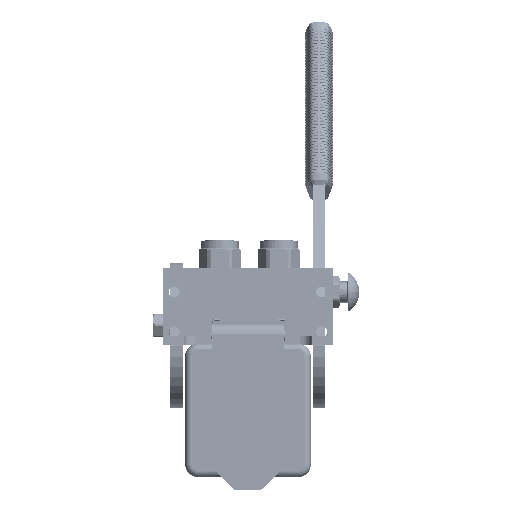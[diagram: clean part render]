
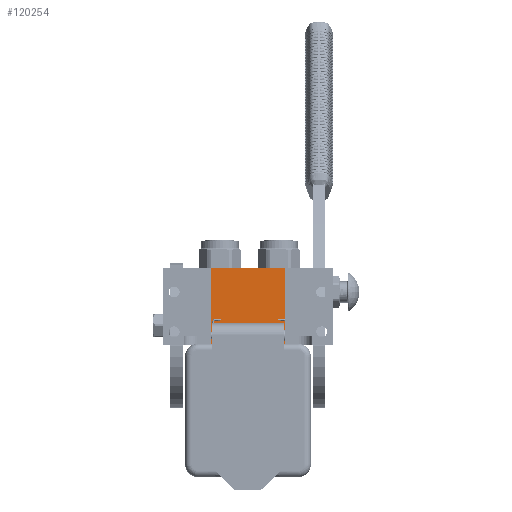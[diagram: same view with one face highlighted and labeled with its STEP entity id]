
A CAD part, left-side view. The second image highlights one B-rep face of the part: STEP entity #120254.
In plain terms, the highlighted face is planar.
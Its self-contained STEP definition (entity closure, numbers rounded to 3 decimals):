
#11857 = VERTEX_POINT ( 'NONE', #110454 ) ;
#17477 = CARTESIAN_POINT ( 'NONE',  ( 29., 0., -107.5 ) ) ;
#32625 = DIRECTION ( 'NONE',  ( -1., 0., 0. ) ) ;
#43753 = CARTESIAN_POINT ( 'NONE',  ( -29., 0., -107.5 ) ) ;
#44698 = LINE ( 'NONE', #17477, #162796 ) ;
#46176 = CARTESIAN_POINT ( 'NONE',  ( 29., 60.2, -107.5 ) ) ;
#46555 = ORIENTED_EDGE ( 'NONE', *, *, #88569, .T. ) ;
#47653 = EDGE_LOOP ( 'NONE', ( #46555, #129139, #84482, #80919 ) ) ;
#54122 = EDGE_CURVE ( 'NONE', #124330, #71145, #44698, .T. ) ;
#59324 = DIRECTION ( 'NONE',  ( 0., 1., 0. ) ) ;
#64386 = VERTEX_POINT ( 'NONE', #126394 ) ;
#71145 = VERTEX_POINT ( 'NONE', #112997 ) ;
#76488 = PLANE ( 'NONE',  #125029 ) ;
#77041 = DIRECTION ( 'NONE',  ( -1., 0., 0. ) ) ;
#80919 = ORIENTED_EDGE ( 'NONE', *, *, #106308, .T. ) ;
#84482 = ORIENTED_EDGE ( 'NONE', *, *, #54122, .F. ) ;
#87343 = VECTOR ( 'NONE', #150185, 1000. ) ;
#88252 = VECTOR ( 'NONE', #32625, 1000. ) ;
#88569 = EDGE_CURVE ( 'NONE', #11857, #64386, #153904, .T. ) ;
#95998 = FACE_OUTER_BOUND ( 'NONE', #47653, .T. ) ;
#106308 = EDGE_CURVE ( 'NONE', #124330, #11857, #163186, .T. ) ;
#110454 = CARTESIAN_POINT ( 'NONE',  ( -29., 0., -107.5 ) ) ;
#112997 = CARTESIAN_POINT ( 'NONE',  ( 29., 60.2, -107.5 ) ) ;
#120254 = ADVANCED_FACE ( 'NONE', ( #95998 ), #76488, .T. ) ;
#124330 = VERTEX_POINT ( 'NONE', #127340 ) ;
#125029 = AXIS2_PLACEMENT_3D ( 'NONE', #157767, #144794, #77041 ) ;
#126394 = CARTESIAN_POINT ( 'NONE',  ( -29., 60.2, -107.5 ) ) ;
#127340 = CARTESIAN_POINT ( 'NONE',  ( 29., 0., -107.5 ) ) ;
#129139 = ORIENTED_EDGE ( 'NONE', *, *, #145236, .F. ) ;
#144794 = DIRECTION ( 'NONE',  ( 0., 0., -1. ) ) ;
#145236 = EDGE_CURVE ( 'NONE', #71145, #64386, #172530, .T. ) ;
#150185 = DIRECTION ( 'NONE',  ( -1., 0., 0. ) ) ;
#151353 = CARTESIAN_POINT ( 'NONE',  ( 29., 0., -107.5 ) ) ;
#153904 = LINE ( 'NONE', #43753, #170626 ) ;
#157767 = CARTESIAN_POINT ( 'NONE',  ( 29., 0., -107.5 ) ) ;
#162796 = VECTOR ( 'NONE', #59324, 1000. ) ;
#163186 = LINE ( 'NONE', #151353, #87343 ) ;
#164021 = DIRECTION ( 'NONE',  ( 0., 1., 0. ) ) ;
#170626 = VECTOR ( 'NONE', #164021, 1000. ) ;
#172530 = LINE ( 'NONE', #46176, #88252 ) ;
